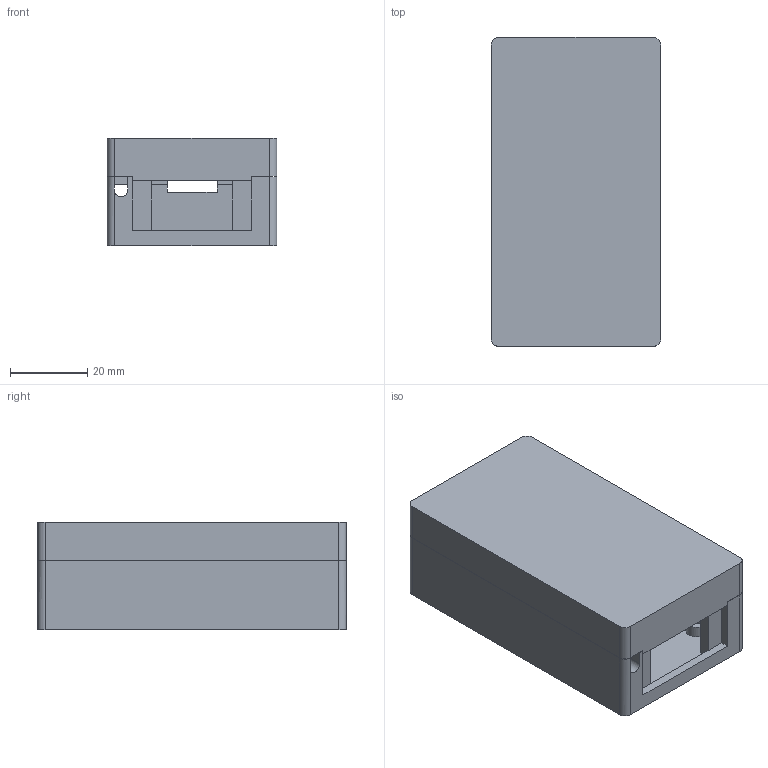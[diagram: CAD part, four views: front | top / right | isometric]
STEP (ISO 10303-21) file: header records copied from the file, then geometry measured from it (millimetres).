
FILE_DESCRIPTION(/* description */ (''),/* implementation_level */ '2;1');
FILE_NAME(/* time_stamp */ '2022-05-14T09:20:17-07:00',/* author */ (''),/* organization */ (''),/* preprocessor_version */ 'ST-DEVELOPER v18.1',/* originating_system */ 'Autodesk Translation Framework v10.14.0.1471',/* authorisation */ '');
FILE_SCHEMA (('AUTOMOTIVE_DESIGN { 1 0 10303 214 3 1 1 }'));
Length unit declared in the file: millimetre
Products named in the file (1): main
Bounding box: 44 x 80.1 x 28 mm (x, y, z)
Volume: 25778.8 mm3; surface area: 27235.3 mm2
Topology: 2 solids, 2 shells, 351 faces, 958 edges, 638 vertices
Faces by surface type: plane 174, bspline 159, cylinder 18
Full cylindrical faces by diameter (mm): 2.7 x4, 6 x4
Entity records: 12505 total; most frequent: CARTESIAN_POINT 4657, ORIENTED_EDGE 1916, DIRECTION 1060, EDGE_CURVE 958, VERTEX_POINT 638, LINE 602, VECTOR 602, EDGE_LOOP 378
